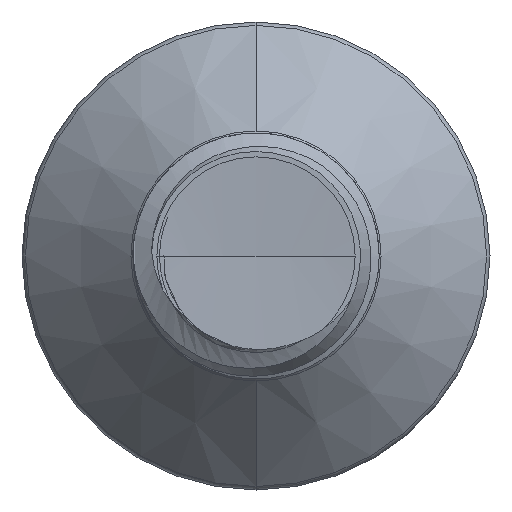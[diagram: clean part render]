
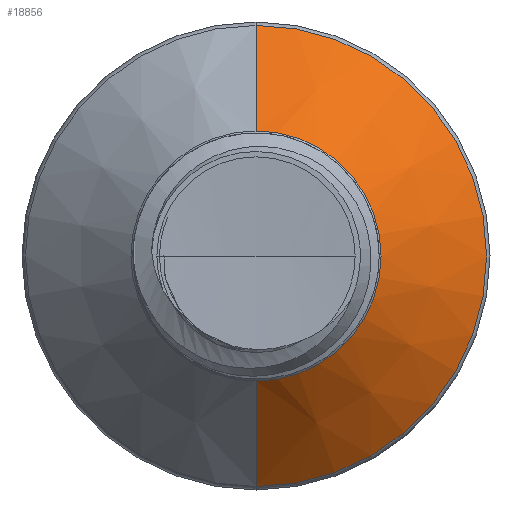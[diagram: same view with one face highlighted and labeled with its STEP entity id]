
A CAD part, front view. The second image highlights one B-rep face of the part: STEP entity #18856.
In plain terms, the highlighted conical face has half-angle 45 degrees and reference radius 1.016 mm.
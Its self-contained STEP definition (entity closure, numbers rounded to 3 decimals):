
#1094 = DIRECTION ( 'NONE',  ( 0., 0., 1. ) ) ;
#1267 = EDGE_CURVE ( 'NONE', #23486, #4916, #11619, .T. ) ;
#1283 = ORIENTED_EDGE ( 'NONE', *, *, #13196, .F. ) ;
#1550 = VERTEX_POINT ( 'NONE', #15164 ) ;
#2145 = DIRECTION ( 'NONE',  ( 0., 1., 0. ) ) ;
#2352 = CARTESIAN_POINT ( 'NONE',  ( 0., 7.845, -1.872 ) ) ;
#3176 = ORIENTED_EDGE ( 'NONE', *, *, #11270, .F. ) ;
#4496 = VERTEX_POINT ( 'NONE', #2352 ) ;
#4916 = VERTEX_POINT ( 'NONE', #18247 ) ;
#6221 = DIRECTION ( 'NONE',  ( 0., 1., 0. ) ) ;
#8152 = VECTOR ( 'NONE', #25245, 1000. ) ;
#8278 = CARTESIAN_POINT ( 'NONE',  ( 0., 6.989, -1.016 ) ) ;
#9239 = DIRECTION ( 'NONE',  ( 0., 0., 1. ) ) ;
#11270 = EDGE_CURVE ( 'NONE', #23486, #1550, #16847, .T. ) ;
#11619 = CIRCLE ( 'NONE', #24439, 1.016 ) ;
#13196 = EDGE_CURVE ( 'NONE', #1550, #4496, #20815, .T. ) ;
#13647 = EDGE_LOOP ( 'NONE', ( #14741, #21555, #1283, #3176 ) ) ;
#13740 = EDGE_CURVE ( 'NONE', #4916, #4496, #25704, .T. ) ;
#14177 = DIRECTION ( 'NONE',  ( 0., 1., 0. ) ) ;
#14741 = ORIENTED_EDGE ( 'NONE', *, *, #1267, .T. ) ;
#15164 = CARTESIAN_POINT ( 'NONE',  ( 0., 7.845, 1.872 ) ) ;
#15348 = DIRECTION ( 'NONE',  ( 0., 0.707, 0.707 ) ) ;
#16205 = VECTOR ( 'NONE', #15348, 1000. ) ;
#16847 = LINE ( 'NONE', #19597, #16205 ) ;
#17202 = AXIS2_PLACEMENT_3D ( 'NONE', #21989, #2145, #9239 ) ;
#18247 = CARTESIAN_POINT ( 'NONE',  ( 0., 6.989, -1.016 ) ) ;
#18856 = ADVANCED_FACE ( 'NONE', ( #19088 ), #24134, .T. ) ;
#19037 = CARTESIAN_POINT ( 'NONE',  ( 0., 6.989, 0. ) ) ;
#19088 = FACE_OUTER_BOUND ( 'NONE', #13647, .T. ) ;
#19597 = CARTESIAN_POINT ( 'NONE',  ( 0., 6.989, 1.016 ) ) ;
#20815 = CIRCLE ( 'NONE', #26823, 1.872 ) ;
#21206 = DIRECTION ( 'NONE',  ( 0., 0., 1. ) ) ;
#21555 = ORIENTED_EDGE ( 'NONE', *, *, #13740, .T. ) ;
#21989 = CARTESIAN_POINT ( 'NONE',  ( 0., 6.989, 0. ) ) ;
#23486 = VERTEX_POINT ( 'NONE', #23614 ) ;
#23614 = CARTESIAN_POINT ( 'NONE',  ( 0., 6.989, 1.016 ) ) ;
#24134 = CONICAL_SURFACE ( 'NONE', #17202, 1.016, 0.785 ) ;
#24439 = AXIS2_PLACEMENT_3D ( 'NONE', #19037, #6221, #21206 ) ;
#25245 = DIRECTION ( 'NONE',  ( 0., 0.707, -0.707 ) ) ;
#25704 = LINE ( 'NONE', #8278, #8152 ) ;
#26750 = CARTESIAN_POINT ( 'NONE',  ( 0., 7.845, 0. ) ) ;
#26823 = AXIS2_PLACEMENT_3D ( 'NONE', #26750, #14177, #1094 ) ;
